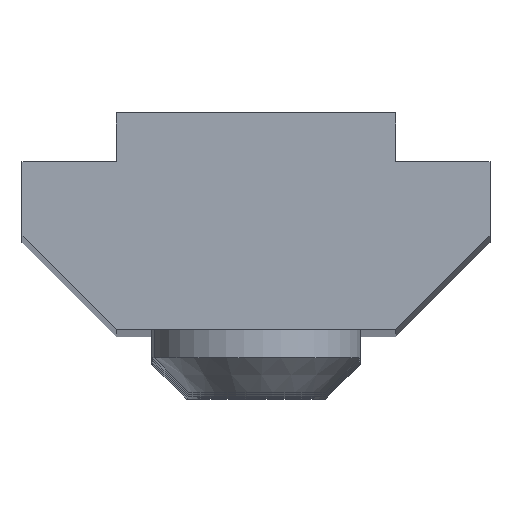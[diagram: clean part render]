
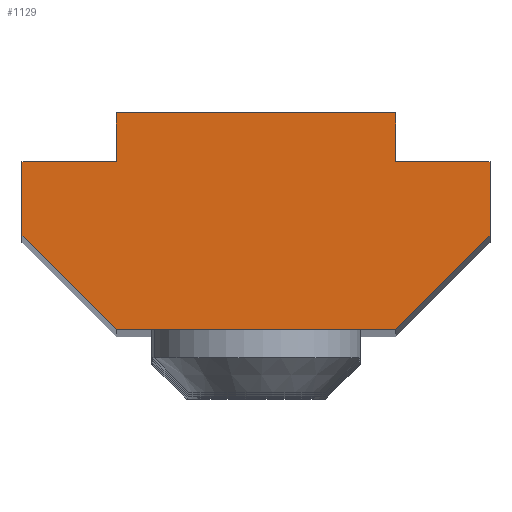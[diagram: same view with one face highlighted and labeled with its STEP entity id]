
A CAD part, top view. The second image highlights one B-rep face of the part: STEP entity #1129.
In plain terms, the highlighted planar face has unit normal (0, 0, 1).
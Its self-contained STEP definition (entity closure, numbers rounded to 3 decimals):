
#294 = DIRECTION ( 'NONE',  ( 0., 1., 0. ) ) ;
#295 = CARTESIAN_POINT ( 'NONE',  ( 2.212, 3.745, 60.506 ) ) ;
#296 = DIRECTION ( 'NONE',  ( -1., 0., 0. ) ) ;
#298 = CARTESIAN_POINT ( 'NONE',  ( 2.212, 2.345, 60.506 ) ) ;
#299 = DIRECTION ( 'NONE',  ( 0., 1., 0. ) ) ;
#304 = CARTESIAN_POINT ( 'NONE',  ( 4.912, 2.345, 60.506 ) ) ;
#305 = DIRECTION ( 'NONE',  ( 0.707, 0.707, 0. ) ) ;
#306 = CARTESIAN_POINT ( 'NONE',  ( 4.912, 0.245, 60.506 ) ) ;
#308 = DIRECTION ( 'NONE',  ( 0.707, -0.707, 0. ) ) ;
#309 = CARTESIAN_POINT ( 'NONE',  ( -5.788, -2.455, 60.506 ) ) ;
#310 = DIRECTION ( 'NONE',  ( 0., -1., 0. ) ) ;
#311 = CARTESIAN_POINT ( 'NONE',  ( -8.488, 0.245, 60.506 ) ) ;
#314 = DIRECTION ( 'NONE',  ( -1., 0., 0. ) ) ;
#315 = CARTESIAN_POINT ( 'NONE',  ( -8.488, 2.345, 60.506 ) ) ;
#323 = DIRECTION ( 'NONE',  ( 0., -1., 0. ) ) ;
#324 = CARTESIAN_POINT ( 'NONE',  ( -5.788, 2.345, 60.506 ) ) ;
#406 = DIRECTION ( 'NONE',  ( -1., 0., 0. ) ) ;
#407 = CARTESIAN_POINT ( 'NONE',  ( -5.788, 3.745, 60.506 ) ) ;
#558 = DIRECTION ( 'NONE',  ( 1., 0., 0. ) ) ;
#562 = CARTESIAN_POINT ( 'NONE',  ( 2.212, -2.455, 60.506 ) ) ;
#602 = CARTESIAN_POINT ( 'NONE',  ( -5.788, 2.345, 60.506 ) ) ;
#661 = CARTESIAN_POINT ( 'NONE',  ( 4.912, 2.345, 60.506 ) ) ;
#681 = CARTESIAN_POINT ( 'NONE',  ( 2.212, 3.745, 60.506 ) ) ;
#695 = CARTESIAN_POINT ( 'NONE',  ( -8.488, 0.245, 60.506 ) ) ;
#786 = CARTESIAN_POINT ( 'NONE',  ( 4.912, 0.245, 60.506 ) ) ;
#790 = CARTESIAN_POINT ( 'NONE',  ( -5.788, 3.745, 60.506 ) ) ;
#803 = CARTESIAN_POINT ( 'NONE',  ( -5.788, -2.455, 60.506 ) ) ;
#840 = CARTESIAN_POINT ( 'NONE',  ( -8.488, 2.345, 60.506 ) ) ;
#850 = CARTESIAN_POINT ( 'NONE',  ( 2.212, -2.455, 60.506 ) ) ;
#866 = CARTESIAN_POINT ( 'NONE',  ( 2.212, 2.345, 60.506 ) ) ;
#962 = CARTESIAN_POINT ( 'NONE',  ( -5.788, 3.745, 60.506 ) ) ;
#974 = PLANE ( 'NONE',  #2053 ) ;
#980 = DIRECTION ( 'NONE',  ( 0., 0., -1. ) ) ;
#983 = DIRECTION ( 'NONE',  ( -1., 0., 0. ) ) ;
#1129 = ADVANCED_FACE ( 'NONE', ( #1234 ), #974, .F. ) ;
#1234 = FACE_OUTER_BOUND ( 'NONE', #2225, .T. ) ;
#1438 = ORIENTED_EDGE ( 'NONE', *, *, #2897, .T. ) ;
#1439 = ORIENTED_EDGE ( 'NONE', *, *, #2901, .T. ) ;
#1440 = ORIENTED_EDGE ( 'NONE', *, *, #2899, .T. ) ;
#1441 = ORIENTED_EDGE ( 'NONE', *, *, #2902, .T. ) ;
#1442 = ORIENTED_EDGE ( 'NONE', *, *, #2903, .T. ) ;
#1443 = ORIENTED_EDGE ( 'NONE', *, *, #1785, .T. ) ;
#1451 = ORIENTED_EDGE ( 'NONE', *, *, #1861, .T. ) ;
#1452 = ORIENTED_EDGE ( 'NONE', *, *, #2905, .T. ) ;
#1468 = ORIENTED_EDGE ( 'NONE', *, *, #2906, .T. ) ;
#1485 = VERTEX_POINT ( 'NONE', #803 ) ;
#1489 = ORIENTED_EDGE ( 'NONE', *, *, #2904, .T. ) ;
#1490 = VERTEX_POINT ( 'NONE', #790 ) ;
#1497 = VERTEX_POINT ( 'NONE', #786 ) ;
#1535 = VERTEX_POINT ( 'NONE', #850 ) ;
#1540 = VERTEX_POINT ( 'NONE', #840 ) ;
#1560 = VERTEX_POINT ( 'NONE', #681 ) ;
#1569 = VERTEX_POINT ( 'NONE', #695 ) ;
#1584 = VERTEX_POINT ( 'NONE', #866 ) ;
#1647 = VERTEX_POINT ( 'NONE', #661 ) ;
#1716 = VERTEX_POINT ( 'NONE', #602 ) ;
#1785 = EDGE_CURVE ( 'NONE', #1485, #1535, #2803, .T. ) ;
#1861 = EDGE_CURVE ( 'NONE', #1560, #1490, #2705, .T. ) ;
#2053 = AXIS2_PLACEMENT_3D ( 'NONE', #962, #980, #983 ) ;
#2225 = EDGE_LOOP ( 'NONE', ( #1438, #1440, #1439, #1441, #1443, #1442, #1489, #1452, #1468, #1451 ) ) ;
#2375 = VECTOR ( 'NONE', #294, 1000. ) ;
#2515 = VECTOR ( 'NONE', #296, 1000. ) ;
#2520 = LINE ( 'NONE', #311, #2552 ) ;
#2526 = LINE ( 'NONE', #306, #2540 ) ;
#2527 = LINE ( 'NONE', #315, #2530 ) ;
#2530 = VECTOR ( 'NONE', #314, 1000. ) ;
#2533 = LINE ( 'NONE', #298, #2515 ) ;
#2539 = VECTOR ( 'NONE', #299, 1000. ) ;
#2540 = VECTOR ( 'NONE', #305, 1000. ) ;
#2541 = LINE ( 'NONE', #295, #2375 ) ;
#2542 = LINE ( 'NONE', #324, #2629 ) ;
#2550 = VECTOR ( 'NONE', #308, 1000. ) ;
#2552 = VECTOR ( 'NONE', #310, 1000. ) ;
#2554 = LINE ( 'NONE', #309, #2550 ) ;
#2555 = LINE ( 'NONE', #304, #2539 ) ;
#2629 = VECTOR ( 'NONE', #323, 1000. ) ;
#2702 = VECTOR ( 'NONE', #406, 1000. ) ;
#2705 = LINE ( 'NONE', #407, #2702 ) ;
#2768 = VECTOR ( 'NONE', #558, 1000. ) ;
#2803 = LINE ( 'NONE', #562, #2768 ) ;
#2897 = EDGE_CURVE ( 'NONE', #1490, #1716, #2542, .T. ) ;
#2899 = EDGE_CURVE ( 'NONE', #1716, #1540, #2527, .T. ) ;
#2901 = EDGE_CURVE ( 'NONE', #1540, #1569, #2520, .T. ) ;
#2902 = EDGE_CURVE ( 'NONE', #1569, #1485, #2554, .T. ) ;
#2903 = EDGE_CURVE ( 'NONE', #1535, #1497, #2526, .T. ) ;
#2904 = EDGE_CURVE ( 'NONE', #1497, #1647, #2555, .T. ) ;
#2905 = EDGE_CURVE ( 'NONE', #1647, #1584, #2533, .T. ) ;
#2906 = EDGE_CURVE ( 'NONE', #1584, #1560, #2541, .T. ) ;
